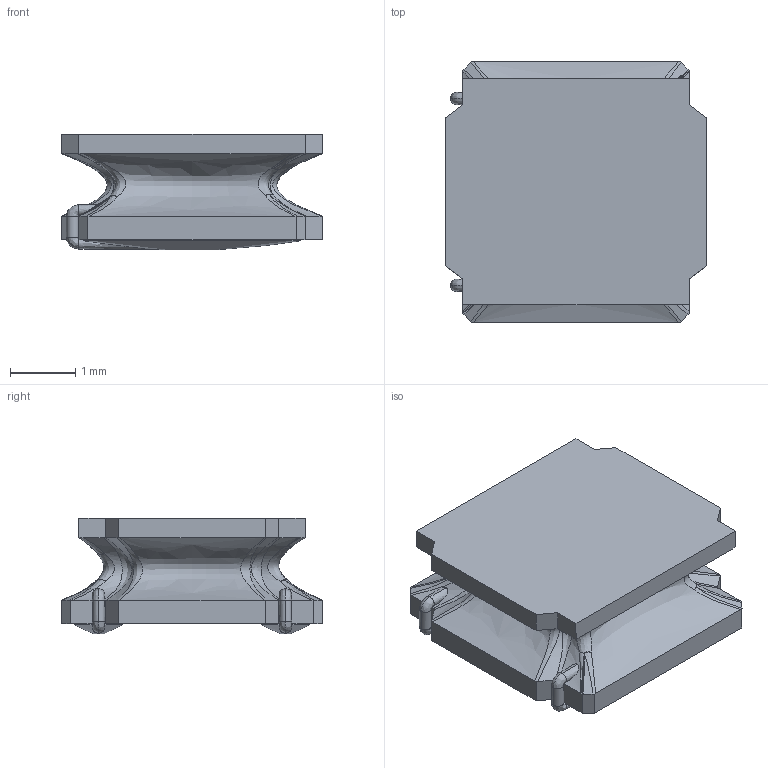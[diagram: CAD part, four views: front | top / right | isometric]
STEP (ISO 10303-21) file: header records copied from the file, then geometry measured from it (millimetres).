
FILE_DESCRIPTION(('FreeCAD Model'),'2;1');
FILE_NAME('Inductor_Taiyo_Yuden_NR4018_original.step' ,'2017-07-30T15:39:48',('Author'),(''), 'Open CASCADE STEP processor 6.8','FreeCAD','Unknown');
FILE_SCHEMA(('AUTOMOTIVE_DESIGN_CC2 { 1 2 10303 214 -1 1 5 4 }'));
Length unit declared in the file: millimetre
Products named in the file (2): ASSEMBLY; NR4018
Assembly tree (1 placements, depth 2):
  ASSEMBLY
    NR4018
Bounding box: 4 x 4 x 1.78 mm (x, y, z)
Volume: 18.3 mm3; surface area: 60.3 mm2
Topology: 1 solids, 1 shells, 125 faces, 348 edges, 218 vertices
Faces by surface type: bspline 125
Entity records: 8006 total; most frequent: CARTESIAN_POINT 5133, ORIENTED_EDGE 686, EDGE_CURVE 343, B_SPLINE_CURVE_WITH_KNOTS 270, VERTEX_POINT 218, FACE_BOUND 127, EDGE_LOOP 127, ADVANCED_FACE 125
